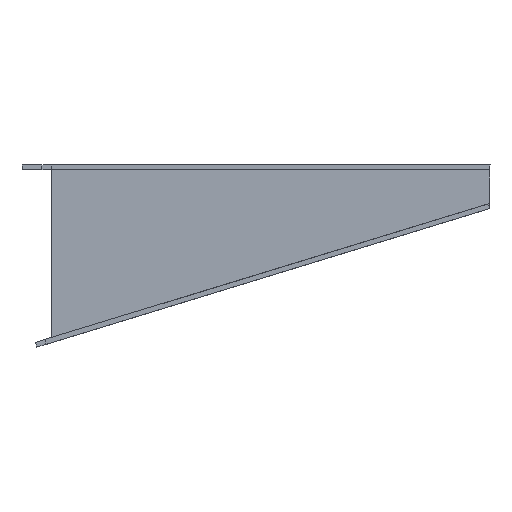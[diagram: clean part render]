
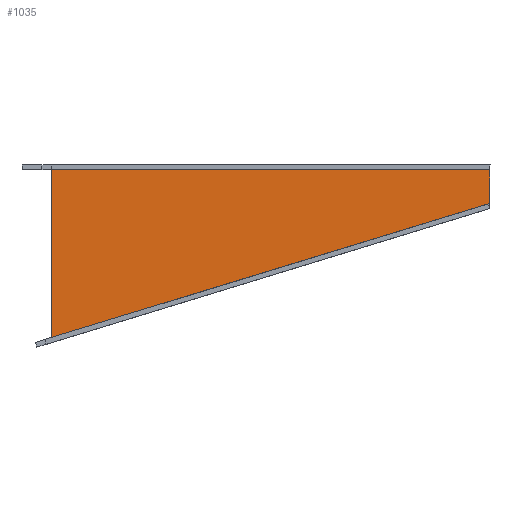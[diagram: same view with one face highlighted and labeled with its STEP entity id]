
A CAD part, top view. The second image highlights one B-rep face of the part: STEP entity #1035.
In plain terms, the highlighted planar face has unit normal (0, 0, 1).
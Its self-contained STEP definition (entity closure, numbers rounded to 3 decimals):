
#22 = EDGE_LOOP ( 'NONE', ( #1777, #384, #1439, #1901 ) ) ;
#118 = LINE ( 'NONE', #696, #482 ) ;
#136 = CARTESIAN_POINT ( 'NONE',  ( 220., 86.751, 2.5 ) ) ;
#155 = CARTESIAN_POINT ( 'NONE',  ( 220., 69.885, 2.5 ) ) ;
#182 = VECTOR ( 'NONE', #507, 1000. ) ;
#219 = VERTEX_POINT ( 'NONE', #136 ) ;
#223 = CARTESIAN_POINT ( 'NONE',  ( 0., 86.751, 2.5 ) ) ;
#234 = AXIS2_PLACEMENT_3D ( 'NONE', #1354, #1510, #614 ) ;
#372 = VERTEX_POINT ( 'NONE', #792 ) ;
#374 = CARTESIAN_POINT ( 'NONE',  ( 146.667, 86.751, 2.5 ) ) ;
#384 = ORIENTED_EDGE ( 'NONE', *, *, #735, .T. ) ;
#436 = CARTESIAN_POINT ( 'NONE',  ( 220., 89.261, 2.5 ) ) ;
#482 = VECTOR ( 'NONE', #1742, 1000. ) ;
#507 = DIRECTION ( 'NONE',  ( 0.956, 0.292, 0. ) ) ;
#544 = B_SPLINE_CURVE_WITH_KNOTS ( 'NONE', 3,
 ( #223, #983, #374, #1422 ),
 .UNSPECIFIED., .F., .F.,
 ( 4, 4 ),
 ( 0., 1. ),
 .UNSPECIFIED. ) ;
#614 = DIRECTION ( 'NONE',  ( -1., 0., 0. ) ) ;
#696 = CARTESIAN_POINT ( 'NONE',  ( 0., 2.625, 2.5 ) ) ;
#735 = EDGE_CURVE ( 'NONE', #1726, #372, #118, .T. ) ;
#792 = CARTESIAN_POINT ( 'NONE',  ( 0., 2.625, 2.5 ) ) ;
#983 = CARTESIAN_POINT ( 'NONE',  ( 73.333, 86.751, 2.5 ) ) ;
#1010 = VERTEX_POINT ( 'NONE', #155 ) ;
#1035 = ADVANCED_FACE ( 'NONE', ( #1244 ), #1204, .F. ) ;
#1130 = LINE ( 'NONE', #1857, #182 ) ;
#1204 = PLANE ( 'NONE',  #234 ) ;
#1244 = FACE_OUTER_BOUND ( 'NONE', #22, .T. ) ;
#1354 = CARTESIAN_POINT ( 'NONE',  ( 220., 89.261, 2.5 ) ) ;
#1365 = EDGE_CURVE ( 'NONE', #372, #1010, #1130, .T. ) ;
#1422 = CARTESIAN_POINT ( 'NONE',  ( 220., 86.751, 2.5 ) ) ;
#1439 = ORIENTED_EDGE ( 'NONE', *, *, #1365, .T. ) ;
#1469 = VECTOR ( 'NONE', #1927, 1000. ) ;
#1471 = EDGE_CURVE ( 'NONE', #1726, #219, #544, .T. ) ;
#1510 = DIRECTION ( 'NONE',  ( 0., 0., -1. ) ) ;
#1726 = VERTEX_POINT ( 'NONE', #1891 ) ;
#1742 = DIRECTION ( 'NONE',  ( 0., -1., 0. ) ) ;
#1777 = ORIENTED_EDGE ( 'NONE', *, *, #1471, .F. ) ;
#1857 = CARTESIAN_POINT ( 'NONE',  ( 220., 69.885, 2.5 ) ) ;
#1873 = LINE ( 'NONE', #436, #1469 ) ;
#1877 = EDGE_CURVE ( 'NONE', #1010, #219, #1873, .T. ) ;
#1891 = CARTESIAN_POINT ( 'NONE',  ( 0., 86.751, 2.5 ) ) ;
#1901 = ORIENTED_EDGE ( 'NONE', *, *, #1877, .T. ) ;
#1927 = DIRECTION ( 'NONE',  ( 0., 1., 0. ) ) ;
